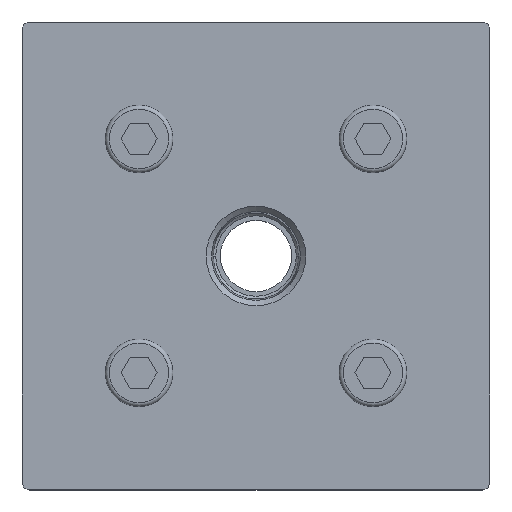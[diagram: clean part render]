
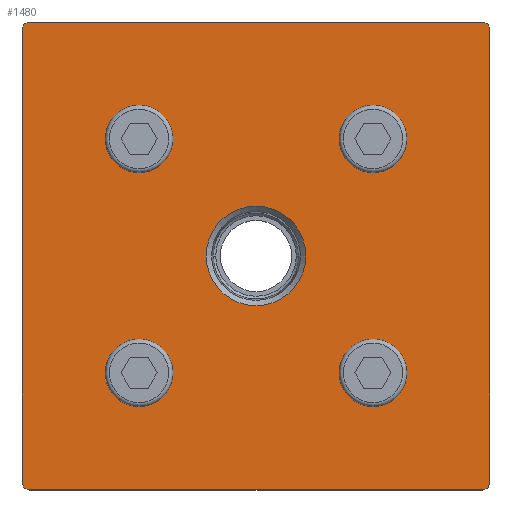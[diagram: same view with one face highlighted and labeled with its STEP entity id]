
A CAD part, top view. The second image highlights one B-rep face of the part: STEP entity #1480.
In plain terms, the highlighted planar face has unit normal (0, 0, 1).
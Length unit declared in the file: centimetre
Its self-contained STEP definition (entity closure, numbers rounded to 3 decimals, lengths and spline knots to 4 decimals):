
#35=FACE_BOUND('',#228,.T.);
#36=FACE_BOUND('',#229,.T.);
#37=FACE_BOUND('',#230,.T.);
#38=FACE_BOUND('',#231,.T.);
#39=FACE_BOUND('',#232,.T.);
#64=PLANE('',#1594);
#133=FACE_OUTER_BOUND('',#227,.T.);
#227=EDGE_LOOP('',(#1060,#1061,#1062,#1063,#1064,#1065,#1066,#1067));
#228=EDGE_LOOP('',(#1068));
#229=EDGE_LOOP('',(#1069));
#230=EDGE_LOOP('',(#1070));
#231=EDGE_LOOP('',(#1071));
#232=EDGE_LOOP('',(#1072));
#347=LINE('',#2268,#479);
#348=LINE('',#2272,#480);
#349=LINE('',#2276,#481);
#350=LINE('',#2280,#482);
#479=VECTOR('',#1799,1.);
#480=VECTOR('',#1802,1.);
#481=VECTOR('',#1805,1.);
#482=VECTOR('',#1808,1.);
#605=CIRCLE('',#1575,4.5);
#607=CIRCLE('',#1578,4.5);
#615=CIRCLE('',#1591,9.5725);
#617=CIRCLE('',#1595,1.5);
#618=CIRCLE('',#1596,1.5);
#619=CIRCLE('',#1597,1.5);
#620=CIRCLE('',#1598,1.5);
#621=CIRCLE('',#1599,4.5);
#622=CIRCLE('',#1600,4.5);
#682=VERTEX_POINT('',#2227);
#684=VERTEX_POINT('',#2233);
#693=VERTEX_POINT('',#2260);
#694=VERTEX_POINT('',#2266);
#695=VERTEX_POINT('',#2267);
#696=VERTEX_POINT('',#2269);
#697=VERTEX_POINT('',#2271);
#698=VERTEX_POINT('',#2273);
#699=VERTEX_POINT('',#2275);
#700=VERTEX_POINT('',#2277);
#701=VERTEX_POINT('',#2279);
#702=VERTEX_POINT('',#2282);
#703=VERTEX_POINT('',#2284);
#820=EDGE_CURVE('',#682,#682,#605,.T.);
#823=EDGE_CURVE('',#684,#684,#607,.T.);
#835=EDGE_CURVE('',#693,#693,#615,.T.);
#838=EDGE_CURVE('',#694,#695,#347,.T.);
#839=EDGE_CURVE('',#695,#696,#617,.T.);
#840=EDGE_CURVE('',#696,#697,#348,.T.);
#841=EDGE_CURVE('',#697,#698,#618,.T.);
#842=EDGE_CURVE('',#698,#699,#349,.T.);
#843=EDGE_CURVE('',#699,#700,#619,.T.);
#844=EDGE_CURVE('',#700,#701,#350,.T.);
#845=EDGE_CURVE('',#701,#694,#620,.T.);
#846=EDGE_CURVE('',#702,#702,#621,.T.);
#847=EDGE_CURVE('',#703,#703,#622,.T.);
#1060=ORIENTED_EDGE('',*,*,#838,.T.);
#1061=ORIENTED_EDGE('',*,*,#839,.T.);
#1062=ORIENTED_EDGE('',*,*,#840,.T.);
#1063=ORIENTED_EDGE('',*,*,#841,.T.);
#1064=ORIENTED_EDGE('',*,*,#842,.T.);
#1065=ORIENTED_EDGE('',*,*,#843,.T.);
#1066=ORIENTED_EDGE('',*,*,#844,.T.);
#1067=ORIENTED_EDGE('',*,*,#845,.T.);
#1068=ORIENTED_EDGE('',*,*,#820,.T.);
#1069=ORIENTED_EDGE('',*,*,#823,.T.);
#1070=ORIENTED_EDGE('',*,*,#846,.T.);
#1071=ORIENTED_EDGE('',*,*,#847,.T.);
#1072=ORIENTED_EDGE('',*,*,#835,.F.);
#1480=ADVANCED_FACE('',(#133,#35,#36,#37,#38,#39),#64,.T.);
#1575=AXIS2_PLACEMENT_3D('',#2229,#1753,#1754);
#1578=AXIS2_PLACEMENT_3D('',#2235,#1760,#1761);
#1591=AXIS2_PLACEMENT_3D('',#2261,#1790,#1791);
#1594=AXIS2_PLACEMENT_3D('',#2265,#1797,#1798);
#1595=AXIS2_PLACEMENT_3D('',#2270,#1800,#1801);
#1596=AXIS2_PLACEMENT_3D('',#2274,#1803,#1804);
#1597=AXIS2_PLACEMENT_3D('',#2278,#1806,#1807);
#1598=AXIS2_PLACEMENT_3D('',#2281,#1809,#1810);
#1599=AXIS2_PLACEMENT_3D('',#2283,#1811,#1812);
#1600=AXIS2_PLACEMENT_3D('',#2285,#1813,#1814);
#1753=DIRECTION('center_axis',(0.,0.,-1.));
#1754=DIRECTION('ref_axis',(-1.,0.,0.));
#1760=DIRECTION('center_axis',(0.,0.,-1.));
#1761=DIRECTION('ref_axis',(-1.,0.,0.));
#1790=DIRECTION('center_axis',(0.,0.,1.));
#1791=DIRECTION('ref_axis',(1.,0.,0.));
#1797=DIRECTION('center_axis',(0.,0.,1.));
#1798=DIRECTION('ref_axis',(1.,0.,0.));
#1799=DIRECTION('',(1.,0.,0.));
#1800=DIRECTION('center_axis',(0.,0.,1.));
#1801=DIRECTION('ref_axis',(0.,-1.,0.));
#1802=DIRECTION('',(0.,1.,0.));
#1803=DIRECTION('center_axis',(0.,0.,1.));
#1804=DIRECTION('ref_axis',(1.,0.,0.));
#1805=DIRECTION('',(-1.,0.,0.));
#1806=DIRECTION('center_axis',(0.,0.,1.));
#1807=DIRECTION('ref_axis',(0.,1.,0.));
#1808=DIRECTION('',(0.,-1.,0.));
#1809=DIRECTION('center_axis',(0.,0.,1.));
#1810=DIRECTION('ref_axis',(-1.,0.,0.));
#1811=DIRECTION('center_axis',(0.,0.,-1.));
#1812=DIRECTION('ref_axis',(-1.,0.,0.));
#1813=DIRECTION('center_axis',(0.,0.,-1.));
#1814=DIRECTION('ref_axis',(-1.,0.,0.));
#2227=CARTESIAN_POINT('',(27.,22.5,17.));
#2229=CARTESIAN_POINT('Origin',(22.5,22.5,17.));
#2233=CARTESIAN_POINT('',(72.,22.5,17.));
#2235=CARTESIAN_POINT('Origin',(67.5,22.5,17.));
#2260=CARTESIAN_POINT('',(35.4275,45.,17.));
#2261=CARTESIAN_POINT('Origin',(45.,45.,17.));
#2265=CARTESIAN_POINT('Origin',(45.,67.5,17.));
#2266=CARTESIAN_POINT('',(1.5,0.,17.));
#2267=CARTESIAN_POINT('',(88.5,0.,17.));
#2268=CARTESIAN_POINT('',(1.5,0.,17.));
#2269=CARTESIAN_POINT('',(90.,1.5,17.));
#2270=CARTESIAN_POINT('Origin',(88.5,1.5,17.));
#2271=CARTESIAN_POINT('',(90.,88.5,17.));
#2272=CARTESIAN_POINT('',(90.,24.,17.));
#2273=CARTESIAN_POINT('',(88.5,90.,17.));
#2274=CARTESIAN_POINT('Origin',(88.5,88.5,17.));
#2275=CARTESIAN_POINT('',(1.5,90.,17.));
#2276=CARTESIAN_POINT('',(88.5,90.,17.));
#2277=CARTESIAN_POINT('',(0.,88.5,17.));
#2278=CARTESIAN_POINT('Origin',(1.5,88.5,17.));
#2279=CARTESIAN_POINT('',(0.,1.5,17.));
#2280=CARTESIAN_POINT('',(0.,88.5,17.));
#2281=CARTESIAN_POINT('Origin',(1.5,1.5,17.));
#2282=CARTESIAN_POINT('',(72.,67.5,17.));
#2283=CARTESIAN_POINT('Origin',(67.5,67.5,17.));
#2284=CARTESIAN_POINT('',(27.,67.5,17.));
#2285=CARTESIAN_POINT('Origin',(22.5,67.5,17.));
